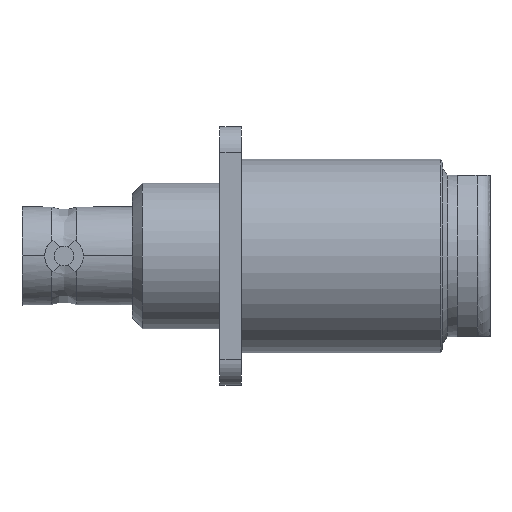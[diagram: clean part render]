
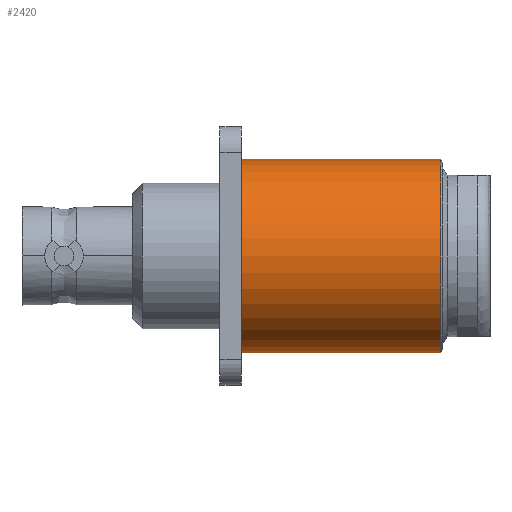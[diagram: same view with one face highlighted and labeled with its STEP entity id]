
A CAD part, front view. The second image highlights one B-rep face of the part: STEP entity #2420.
In plain terms, the highlighted cylindrical face has radius 9.498 mm (diameter 18.997 mm), a partial arc.
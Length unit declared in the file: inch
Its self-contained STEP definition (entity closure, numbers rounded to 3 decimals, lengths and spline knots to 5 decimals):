
#27 = ORIENTED_EDGE ( 'NONE', *, *, #3722, .F. ) ;
#230 = CIRCLE ( 'NONE', #3844, 0.37395 ) ;
#265 = DIRECTION ( 'NONE',  ( 0., 0., -1. ) ) ;
#328 = ORIENTED_EDGE ( 'NONE', *, *, #3420, .F. ) ;
#699 = CARTESIAN_POINT ( 'NONE',  ( 1.45856, 0., -0.37395 ) ) ;
#726 = DIRECTION ( 'NONE',  ( 1., 0., 0. ) ) ;
#786 = CARTESIAN_POINT ( 'NONE',  ( 0.84875, 0., -0.37395 ) ) ;
#813 = VECTOR ( 'NONE', #1417, 39.37008 ) ;
#836 = DIRECTION ( 'NONE',  ( 0., 0., -1. ) ) ;
#855 = CARTESIAN_POINT ( 'NONE',  ( 1.61864, 0., 0. ) ) ;
#862 = ORIENTED_EDGE ( 'NONE', *, *, #1163, .T. ) ;
#1047 = AXIS2_PLACEMENT_3D ( 'NONE', #2577, #3790, #836 ) ;
#1073 = CARTESIAN_POINT ( 'NONE',  ( 1.61864, 0., 0.37395 ) ) ;
#1145 = CARTESIAN_POINT ( 'NONE',  ( 1.61864, 0., -0.37395 ) ) ;
#1163 = EDGE_CURVE ( 'NONE', #3292, #3332, #3370, .T. ) ;
#1309 = ORIENTED_EDGE ( 'NONE', *, *, #2305, .T. ) ;
#1417 = DIRECTION ( 'NONE',  ( 1., 0., 0. ) ) ;
#1598 = CARTESIAN_POINT ( 'NONE',  ( 0.84875, 0., 0.37395 ) ) ;
#1699 = VERTEX_POINT ( 'NONE', #1073 ) ;
#1928 = AXIS2_PLACEMENT_3D ( 'NONE', #855, #2962, #265 ) ;
#2026 = CYLINDRICAL_SURFACE ( 'NONE', #1047, 0.37395 ) ;
#2298 = CARTESIAN_POINT ( 'NONE',  ( 1.45856, 0., 0.37395 ) ) ;
#2305 = EDGE_CURVE ( 'NONE', #3663, #3292, #230, .T. ) ;
#2420 = ADVANCED_FACE ( 'NONE', ( #3393 ), #2026, .T. ) ;
#2540 = DIRECTION ( 'NONE',  ( 1., 0., 0. ) ) ;
#2577 = CARTESIAN_POINT ( 'NONE',  ( 1.45856, 0., 0. ) ) ;
#2655 = CIRCLE ( 'NONE', #1928, 0.37395 ) ;
#2903 = LINE ( 'NONE', #2298, #813 ) ;
#2962 = DIRECTION ( 'NONE',  ( 1., 0., 0. ) ) ;
#3292 = VERTEX_POINT ( 'NONE', #786 ) ;
#3332 = VERTEX_POINT ( 'NONE', #1145 ) ;
#3370 = LINE ( 'NONE', #699, #3644 ) ;
#3393 = FACE_OUTER_BOUND ( 'NONE', #3474, .T. ) ;
#3420 = EDGE_CURVE ( 'NONE', #1699, #3332, #2655, .T. ) ;
#3474 = EDGE_LOOP ( 'NONE', ( #27, #1309, #862, #328 ) ) ;
#3642 = CARTESIAN_POINT ( 'NONE',  ( 0.84875, 0., 0. ) ) ;
#3644 = VECTOR ( 'NONE', #2540, 39.37008 ) ;
#3663 = VERTEX_POINT ( 'NONE', #1598 ) ;
#3722 = EDGE_CURVE ( 'NONE', #3663, #1699, #2903, .T. ) ;
#3737 = DIRECTION ( 'NONE',  ( 0., 0., -1. ) ) ;
#3790 = DIRECTION ( 'NONE',  ( 1., 0., 0. ) ) ;
#3844 = AXIS2_PLACEMENT_3D ( 'NONE', #3642, #726, #3737 ) ;
